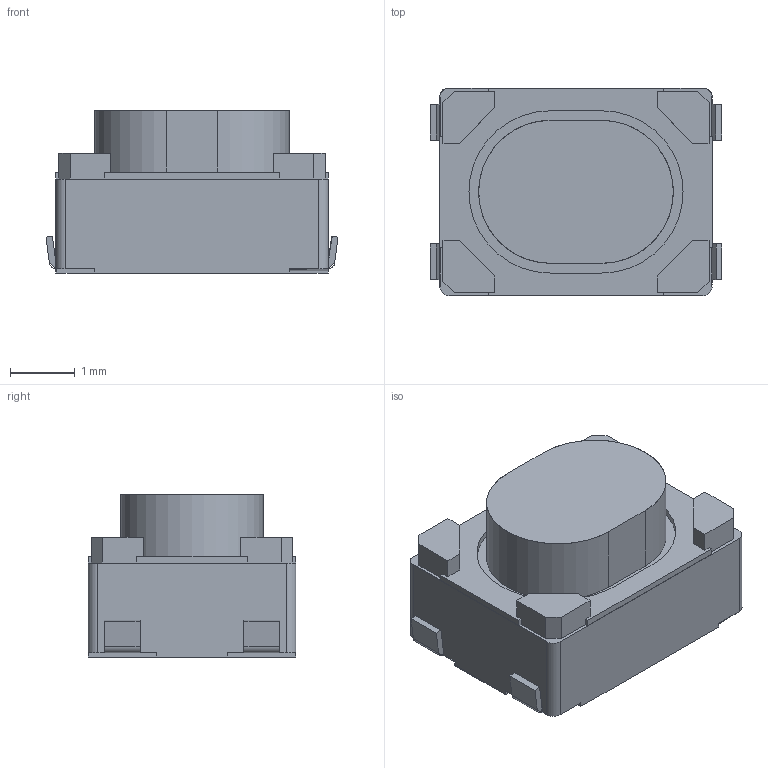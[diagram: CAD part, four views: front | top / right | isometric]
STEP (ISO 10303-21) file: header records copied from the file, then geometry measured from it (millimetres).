
FILE_DESCRIPTION(/* description */ ('STEP AP214'),/* implementation_level */ '2;1');
FILE_NAME(/* name */ 'PTS815SJM250SMTRLFS',/* time_stamp */ '2023-03-03T17:20:19+01:00',/* author */ ('License CC BY-ND 4.0'),/* organization */ ('CADENAS'),/* preprocessor_version */ 'ST-DEVELOPER v18.102',/* originating_system */ 'PARTsolutions',/* authorisation */ ' ');
FILE_SCHEMA (('AUTOMOTIVE_DESIGN {1 0 10303 214 3 1 1}'));
Length unit declared in the file: millimetre
Products named in the file (4): PTS815SJM250SMTRLFS; PTS815SJM250SMTRLFS_PART3; PTS815SJM250SMTRLFS_PART2; PTS815SJM250SMTRLFS_PART1
Assembly tree (3 placements, depth 2):
  PTS815SJM250SMTRLFS
    PTS815SJM250SMTRLFS_PART3
    PTS815SJM250SMTRLFS_PART2
    PTS815SJM250SMTRLFS_PART1
Bounding box: 4.5 x 3.2 x 2.5 mm (x, y, z)
Volume: 0.5 mm3; surface area: 129.1 mm2
Topology: 1 solids, 8 shells, 227 faces, 761 edges, 519 vertices
Faces by surface type: plane 178, cylinder 45, torus 2, cone 2
Full cylindrical faces by diameter (mm): 0.9 x1
Entity records: 7927 total; most frequent: CARTESIAN_POINT 2271, ORIENTED_EDGE 1294, DIRECTION 800, EDGE_CURVE 761, VERTEX_POINT 519, B_SPLINE_CURVE_WITH_KNOTS 518, AXIS2_PLACEMENT_3D 326, EDGE_LOOP 241
